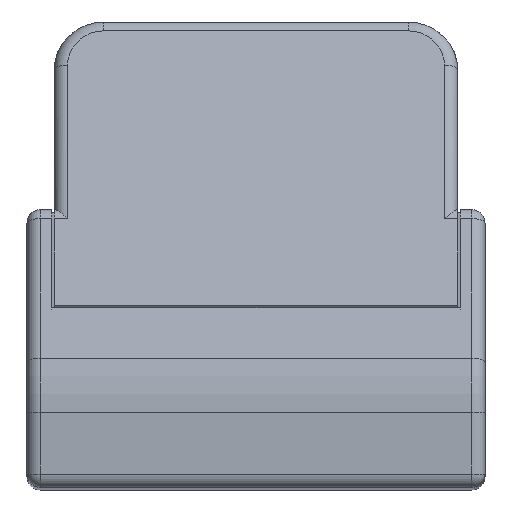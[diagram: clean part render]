
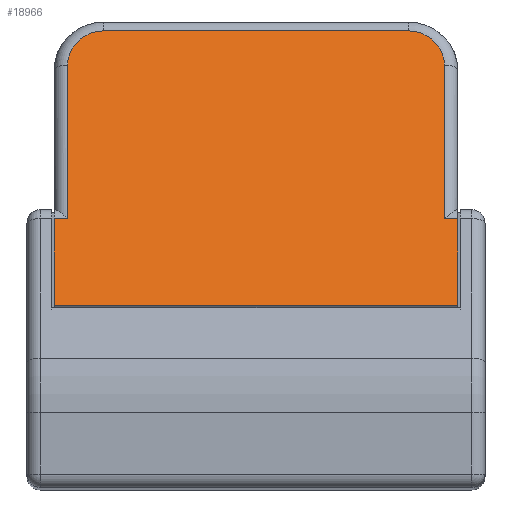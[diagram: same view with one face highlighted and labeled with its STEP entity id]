
A CAD part, top view. The second image highlights one B-rep face of the part: STEP entity #18966.
In plain terms, the highlighted planar face has unit normal (0, 0.327, 0.945).
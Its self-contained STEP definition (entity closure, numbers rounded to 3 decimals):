
#193 = VERTEX_POINT ( 'NONE', #1624 ) ;
#315 = DIRECTION ( 'NONE',  ( 0., 0.945, -0.327 ) ) ;
#408 = EDGE_CURVE ( 'NONE', #15466, #22645, #20763, .T. ) ;
#554 = EDGE_CURVE ( 'NONE', #6033, #193, #1692, .T. ) ;
#589 = CARTESIAN_POINT ( 'NONE',  ( 21.35, 18.356, 0.754 ) ) ;
#637 = VECTOR ( 'NONE', #13788, 1000. ) ;
#961 = CARTESIAN_POINT ( 'NONE',  ( 23.55, 9.094, 3.956 ) ) ;
#1019 = CARTESIAN_POINT ( 'NONE',  ( 0., 3.846, 5.77 ) ) ;
#1339 = VECTOR ( 'NONE', #6311, 1000. ) ;
#1624 = CARTESIAN_POINT ( 'NONE',  ( 3., 20.435, 0.035 ) ) ;
#1692 = LINE ( 'NONE', #6037, #25641 ) ;
#1981 = CARTESIAN_POINT ( 'NONE',  ( 24.35, 2.192, 6.342 ) ) ;
#2149 = CARTESIAN_POINT ( 'NONE',  ( 23.55, 8.663, 4.105 ) ) ;
#2391 = VECTOR ( 'NONE', #14966, 1000. ) ;
#2645 = CARTESIAN_POINT ( 'NONE',  ( 0., 2.192, 6.342 ) ) ;
#2731 = FACE_OUTER_BOUND ( 'NONE', #11591, .T. ) ;
#2864 = PLANE ( 'NONE',  #21959 ) ;
#3187 = EDGE_CURVE ( 'NONE', #17686, #7526, #21584, .T. ) ;
#3196 = AXIS2_PLACEMENT_3D ( 'NONE', #589, #20932, #12359 ) ;
#3298 = CARTESIAN_POINT ( 'NONE',  ( 0.8, 9.094, 3.956 ) ) ;
#3456 = AXIS2_PLACEMENT_3D ( 'NONE', #22423, #22305, #18070 ) ;
#3941 = EDGE_CURVE ( 'NONE', #21092, #6033, #4451, .T. ) ;
#4451 = CIRCLE ( 'NONE', #3196, 2.2 ) ;
#5013 = LINE ( 'NONE', #2645, #11937 ) ;
#6033 = VERTEX_POINT ( 'NONE', #11513 ) ;
#6037 = CARTESIAN_POINT ( 'NONE',  ( -21.433, 20.435, 0.035 ) ) ;
#6305 = LINE ( 'NONE', #20202, #12701 ) ;
#6311 = DIRECTION ( 'NONE',  ( 0., -0.945, 0.327 ) ) ;
#6382 = ORIENTED_EDGE ( 'NONE', *, *, #18334, .T. ) ;
#6846 = ORIENTED_EDGE ( 'NONE', *, *, #23363, .F. ) ;
#7526 = VERTEX_POINT ( 'NONE', #8415 ) ;
#7556 = ORIENTED_EDGE ( 'NONE', *, *, #22323, .F. ) ;
#8375 = CARTESIAN_POINT ( 'NONE',  ( 23.55, 9.094, 3.956 ) ) ;
#8415 = CARTESIAN_POINT ( 'NONE',  ( 0., 9.094, 3.956 ) ) ;
#8558 = CARTESIAN_POINT ( 'NONE',  ( -21.433, 2.192, 6.342 ) ) ;
#8890 = LINE ( 'NONE', #961, #14761 ) ;
#9447 = CARTESIAN_POINT ( 'NONE',  ( 24.35, 3.846, 5.77 ) ) ;
#9957 = VERTEX_POINT ( 'NONE', #25699 ) ;
#10730 = DIRECTION ( 'NONE',  ( 0., 0.945, -0.327 ) ) ;
#11513 = CARTESIAN_POINT ( 'NONE',  ( 21.35, 20.435, 0.035 ) ) ;
#11591 = EDGE_LOOP ( 'NONE', ( #15179, #17268, #6846, #22400, #7556, #24019, #6382, #15089, #11732, #18759 ) ) ;
#11732 = ORIENTED_EDGE ( 'NONE', *, *, #554, .T. ) ;
#11937 = VECTOR ( 'NONE', #10730, 1000. ) ;
#12313 = EDGE_CURVE ( 'NONE', #193, #17849, #15274, .T. ) ;
#12359 = DIRECTION ( 'NONE',  ( 0., -0.945, 0.327 ) ) ;
#12701 = VECTOR ( 'NONE', #16489, 1000. ) ;
#13788 = DIRECTION ( 'NONE',  ( -1., 0., 0. ) ) ;
#14761 = VECTOR ( 'NONE', #16945, 1000. ) ;
#14904 = DIRECTION ( 'NONE',  ( 0., 0.327, 0.945 ) ) ;
#14966 = DIRECTION ( 'NONE',  ( 1., 0., 0. ) ) ;
#15089 = ORIENTED_EDGE ( 'NONE', *, *, #3941, .T. ) ;
#15179 = ORIENTED_EDGE ( 'NONE', *, *, #21028, .F. ) ;
#15274 = CIRCLE ( 'NONE', #3456, 2.2 ) ;
#15466 = VERTEX_POINT ( 'NONE', #1019 ) ;
#16489 = DIRECTION ( 'NONE',  ( 0., 0.945, -0.327 ) ) ;
#16945 = DIRECTION ( 'NONE',  ( -1., 0., 0. ) ) ;
#17268 = ORIENTED_EDGE ( 'NONE', *, *, #3187, .T. ) ;
#17686 = VERTEX_POINT ( 'NONE', #3298 ) ;
#17849 = VERTEX_POINT ( 'NONE', #22417 ) ;
#18070 = DIRECTION ( 'NONE',  ( 0., -0.945, 0.327 ) ) ;
#18334 = EDGE_CURVE ( 'NONE', #21943, #21092, #24495, .T. ) ;
#18496 = EDGE_CURVE ( 'NONE', #9957, #21943, #8890, .T. ) ;
#18759 = ORIENTED_EDGE ( 'NONE', *, *, #12313, .T. ) ;
#18966 = ADVANCED_FACE ( 'NONE', ( #2731 ), #2864, .T. ) ;
#19850 = CARTESIAN_POINT ( 'NONE',  ( 0., 9.094, 3.956 ) ) ;
#20202 = CARTESIAN_POINT ( 'NONE',  ( 0.8, 8.663, 4.105 ) ) ;
#20701 = DIRECTION ( 'NONE',  ( 0., -0.945, 0.327 ) ) ;
#20763 = LINE ( 'NONE', #24878, #2391 ) ;
#20932 = DIRECTION ( 'NONE',  ( 0., 0.327, 0.945 ) ) ;
#21028 = EDGE_CURVE ( 'NONE', #17686, #17849, #6305, .T. ) ;
#21092 = VERTEX_POINT ( 'NONE', #24173 ) ;
#21584 = LINE ( 'NONE', #19850, #637 ) ;
#21806 = DIRECTION ( 'NONE',  ( -1., 0., 0. ) ) ;
#21943 = VERTEX_POINT ( 'NONE', #8375 ) ;
#21959 = AXIS2_PLACEMENT_3D ( 'NONE', #8558, #14904, #20701 ) ;
#22305 = DIRECTION ( 'NONE',  ( 0., 0.327, 0.945 ) ) ;
#22323 = EDGE_CURVE ( 'NONE', #9957, #22645, #25659, .T. ) ;
#22400 = ORIENTED_EDGE ( 'NONE', *, *, #408, .T. ) ;
#22417 = CARTESIAN_POINT ( 'NONE',  ( 0.8, 18.356, 0.754 ) ) ;
#22423 = CARTESIAN_POINT ( 'NONE',  ( 3., 18.356, 0.754 ) ) ;
#22645 = VERTEX_POINT ( 'NONE', #9447 ) ;
#23363 = EDGE_CURVE ( 'NONE', #15466, #7526, #5013, .T. ) ;
#24019 = ORIENTED_EDGE ( 'NONE', *, *, #18496, .T. ) ;
#24173 = CARTESIAN_POINT ( 'NONE',  ( 23.55, 18.356, 0.754 ) ) ;
#24495 = LINE ( 'NONE', #2149, #26169 ) ;
#24878 = CARTESIAN_POINT ( 'NONE',  ( -21.433, 3.846, 5.77 ) ) ;
#25641 = VECTOR ( 'NONE', #21806, 1000. ) ;
#25659 = LINE ( 'NONE', #1981, #1339 ) ;
#25699 = CARTESIAN_POINT ( 'NONE',  ( 24.35, 9.094, 3.956 ) ) ;
#26169 = VECTOR ( 'NONE', #315, 1000. ) ;
